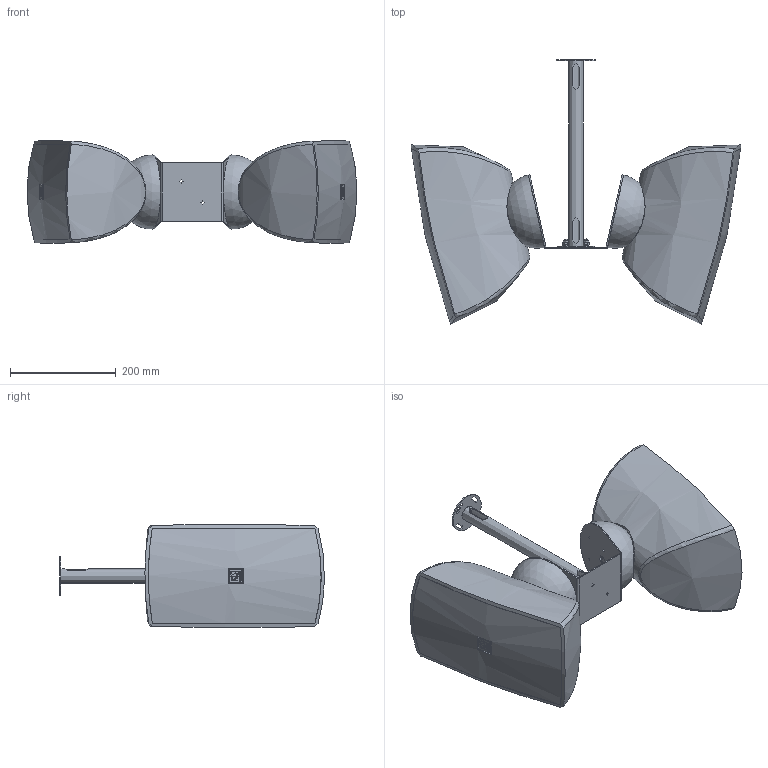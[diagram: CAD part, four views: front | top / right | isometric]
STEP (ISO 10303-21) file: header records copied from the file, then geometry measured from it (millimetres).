
FILE_DESCRIPTION(/* description */ (''),/* implementation_level */ '2;1');
FILE_NAME(/* name */ 'AUDAC-CMA162.stp',/* time_stamp */ '2021-03-11T12:59:13+01:00',/* author */ ('kamiel'),/* organization */ (''),/* preprocessor_version */ 'ST-DEVELOPER v18.1',/* originating_system */ 'Autodesk Inventor 2021',/* authorisation */ '');
FILE_SCHEMA (('AUTOMOTIVE_DESIGN { 1 0 10303 214 3 1 1 }'));
Length unit declared in the file: millimetre
Products named in the file (1): AUDAC-CMA162
Bounding box: 623.13 x 500.38 x 193.06 mm (x, y, z)
Volume: 17206845 mm3; surface area: 685835.7 mm2
Topology: 8 solids, 10 shells, 574 faces, 1472 edges, 974 vertices
Faces by surface type: plane 282, bspline 130, cylinder 100, cone 44, torus 10, sphere 8
Full cylindrical faces by diameter (mm): 3.2 x4, 3.621 x2, 4 x2, 4.134 x8, 4.917 x2, 5.2 x8, 6 x2, 6.6 x8, 8.88 x2, 10 x2, 12 x2, 20 x4, 25 x1, 28 x1, 70 x1, 75 x1
Entity records: 27181 total; most frequent: CARTESIAN_POINT 13319, ORIENTED_EDGE 2940, DIRECTION 2342, EDGE_CURVE 1470, VERTEX_POINT 974, AXIS2_PLACEMENT_3D 799, LINE 744, VECTOR 744
